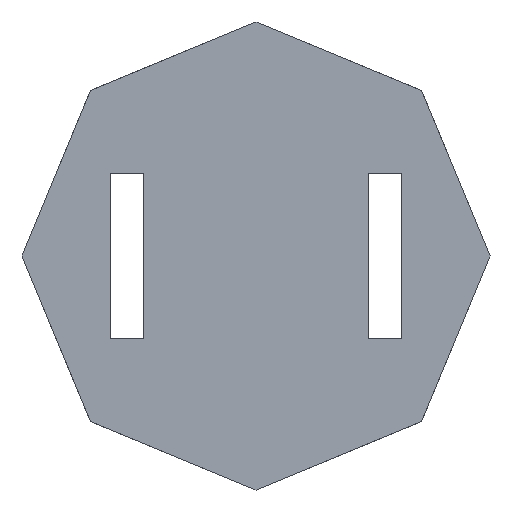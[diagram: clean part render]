
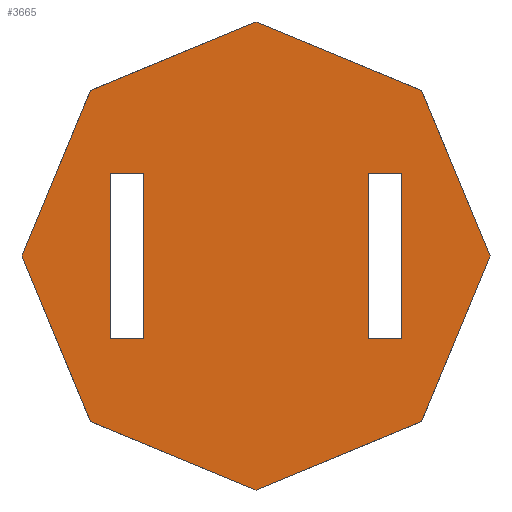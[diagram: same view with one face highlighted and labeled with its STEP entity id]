
A CAD part, front view. The second image highlights one B-rep face of the part: STEP entity #3665.
In plain terms, the highlighted planar face has unit normal (0, -1, 0).
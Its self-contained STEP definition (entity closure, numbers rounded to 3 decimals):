
#21=FACE_BOUND('',#548,.T.);
#22=FACE_BOUND('',#549,.T.);
#367=FACE_OUTER_BOUND('',#547,.T.);
#547=EDGE_LOOP('',(#3325,#3326,#3327,#3328,#3329,#3330,#3331,#3332));
#548=EDGE_LOOP('',(#3333,#3334,#3335,#3336));
#549=EDGE_LOOP('',(#3337,#3338,#3339,#3340));
#617=LINE('',#5157,#1013);
#629=LINE('',#5197,#1025);
#650=LINE('',#5261,#1046);
#662=LINE('',#5301,#1058);
#681=LINE('',#5359,#1077);
#735=LINE('',#5578,#1131);
#818=LINE('',#5852,#1214);
#935=LINE('',#6241,#1331);
#938=LINE('',#6246,#1334);
#940=LINE('',#6251,#1336);
#943=LINE('',#6256,#1339);
#944=LINE('',#6258,#1340);
#945=LINE('',#6260,#1341);
#946=LINE('',#6261,#1342);
#947=LINE('',#6263,#1343);
#948=LINE('',#6264,#1344);
#1013=VECTOR('',#4115,10.);
#1025=VECTOR('',#4149,10.);
#1046=VECTOR('',#4202,10.);
#1058=VECTOR('',#4240,10.);
#1077=VECTOR('',#4287,10.);
#1131=VECTOR('',#4427,10.);
#1214=VECTOR('',#4632,10.);
#1331=VECTOR('',#4955,10.);
#1334=VECTOR('',#4960,10.);
#1336=VECTOR('',#4964,10.);
#1339=VECTOR('',#4969,10.);
#1340=VECTOR('',#4972,10.);
#1341=VECTOR('',#4973,10.);
#1342=VECTOR('',#4974,10.);
#1343=VECTOR('',#4975,10.);
#1344=VECTOR('',#4976,10.);
#1450=VERTEX_POINT('',#5154);
#1451=VERTEX_POINT('',#5156);
#1468=VERTEX_POINT('',#5195);
#1491=VERTEX_POINT('',#5259);
#1506=VERTEX_POINT('',#5299);
#1527=VERTEX_POINT('',#5357);
#1590=VERTEX_POINT('',#5576);
#1661=VERTEX_POINT('',#5851);
#1727=VERTEX_POINT('',#6238);
#1728=VERTEX_POINT('',#6240);
#1729=VERTEX_POINT('',#6244);
#1730=VERTEX_POINT('',#6248);
#1731=VERTEX_POINT('',#6250);
#1732=VERTEX_POINT('',#6254);
#1733=VERTEX_POINT('',#6259);
#1734=VERTEX_POINT('',#6262);
#1818=EDGE_CURVE('',#1451,#1450,#617,.T.);
#1839=EDGE_CURVE('',#1450,#1468,#629,.T.);
#1870=EDGE_CURVE('',#1468,#1491,#650,.T.);
#1891=EDGE_CURVE('',#1491,#1506,#662,.T.);
#1919=EDGE_CURVE('',#1506,#1527,#681,.T.);
#2004=EDGE_CURVE('',#1527,#1590,#735,.T.);
#2118=EDGE_CURVE('',#1661,#1451,#818,.T.);
#2267=EDGE_CURVE('',#1728,#1727,#935,.T.);
#2270=EDGE_CURVE('',#1727,#1729,#938,.T.);
#2272=EDGE_CURVE('',#1731,#1730,#940,.T.);
#2275=EDGE_CURVE('',#1730,#1732,#943,.T.);
#2276=EDGE_CURVE('',#1590,#1661,#944,.T.);
#2277=EDGE_CURVE('',#1733,#1731,#945,.T.);
#2278=EDGE_CURVE('',#1732,#1733,#946,.T.);
#2279=EDGE_CURVE('',#1734,#1728,#947,.T.);
#2280=EDGE_CURVE('',#1729,#1734,#948,.T.);
#3325=ORIENTED_EDGE('',*,*,#2276,.T.);
#3326=ORIENTED_EDGE('',*,*,#2118,.T.);
#3327=ORIENTED_EDGE('',*,*,#1818,.T.);
#3328=ORIENTED_EDGE('',*,*,#1839,.T.);
#3329=ORIENTED_EDGE('',*,*,#1870,.T.);
#3330=ORIENTED_EDGE('',*,*,#1891,.T.);
#3331=ORIENTED_EDGE('',*,*,#1919,.T.);
#3332=ORIENTED_EDGE('',*,*,#2004,.T.);
#3333=ORIENTED_EDGE('',*,*,#2277,.T.);
#3334=ORIENTED_EDGE('',*,*,#2272,.T.);
#3335=ORIENTED_EDGE('',*,*,#2275,.T.);
#3336=ORIENTED_EDGE('',*,*,#2278,.T.);
#3337=ORIENTED_EDGE('',*,*,#2279,.T.);
#3338=ORIENTED_EDGE('',*,*,#2267,.T.);
#3339=ORIENTED_EDGE('',*,*,#2270,.T.);
#3340=ORIENTED_EDGE('',*,*,#2280,.T.);
#3491=PLANE('',#3981);
#3665=ADVANCED_FACE('',(#367,#21,#22),#3491,.T.);
#3981=AXIS2_PLACEMENT_3D('',#6257,#4970,#4971);
#4115=DIRECTION('',(0.924,0.,0.383));
#4149=DIRECTION('',(0.383,0.,0.924));
#4202=DIRECTION('',(-0.383,0.,0.924));
#4240=DIRECTION('',(-0.924,0.,0.383));
#4287=DIRECTION('',(-0.924,0.,-0.383));
#4427=DIRECTION('',(-0.383,0.,-0.924));
#4632=DIRECTION('',(0.924,0.,-0.383));
#4955=DIRECTION('',(-1.,0.,0.));
#4960=DIRECTION('',(0.,0.,1.));
#4964=DIRECTION('',(1.,0.,0.));
#4969=DIRECTION('',(0.,0.,-1.));
#4970=DIRECTION('center_axis',(0.,-1.,0.));
#4971=DIRECTION('ref_axis',(0.,0.,-1.));
#4972=DIRECTION('',(0.383,0.,-0.924));
#4973=DIRECTION('',(0.,0.,1.));
#4974=DIRECTION('',(-1.,0.,0.));
#4975=DIRECTION('',(0.,0.,-1.));
#4976=DIRECTION('',(1.,0.,0.));
#5154=CARTESIAN_POINT('',(60.104,-30.,-60.104));
#5156=CARTESIAN_POINT('',(0.,-30.,-85.));
#5157=CARTESIAN_POINT('',(60.104,-30.,-60.104));
#5195=CARTESIAN_POINT('',(85.,-30.,0.));
#5197=CARTESIAN_POINT('',(85.,-30.,0.));
#5259=CARTESIAN_POINT('',(60.104,-30.,60.104));
#5261=CARTESIAN_POINT('',(60.104,-30.,60.104));
#5299=CARTESIAN_POINT('',(0.,-30.,85.));
#5301=CARTESIAN_POINT('',(0.,-30.,85.));
#5357=CARTESIAN_POINT('',(-60.104,-30.,60.104));
#5359=CARTESIAN_POINT('',(-60.104,-30.,60.104));
#5576=CARTESIAN_POINT('',(-85.,-30.,0.));
#5578=CARTESIAN_POINT('',(-85.,-30.,0.));
#5851=CARTESIAN_POINT('',(-60.104,-30.,-60.104));
#5852=CARTESIAN_POINT('',(0.,-30.,-85.));
#6238=CARTESIAN_POINT('',(41.,-30.,-30.));
#6240=CARTESIAN_POINT('',(53.,-30.,-30.));
#6241=CARTESIAN_POINT('',(53.,-30.,-30.));
#6244=CARTESIAN_POINT('',(41.,-30.,30.));
#6246=CARTESIAN_POINT('',(41.,-30.,-30.));
#6248=CARTESIAN_POINT('',(-41.,-30.,30.));
#6250=CARTESIAN_POINT('',(-53.,-30.,30.));
#6251=CARTESIAN_POINT('',(-41.,-30.,30.));
#6254=CARTESIAN_POINT('',(-41.,-30.,-30.));
#6256=CARTESIAN_POINT('',(-41.,-30.,-30.));
#6257=CARTESIAN_POINT('Origin',(0.,-30.,0.));
#6258=CARTESIAN_POINT('',(-60.104,-30.,-60.104));
#6259=CARTESIAN_POINT('',(-53.,-30.,-30.));
#6260=CARTESIAN_POINT('',(-53.,-30.,30.));
#6261=CARTESIAN_POINT('',(-53.,-30.,-30.));
#6262=CARTESIAN_POINT('',(53.,-30.,30.));
#6263=CARTESIAN_POINT('',(53.,-30.,30.));
#6264=CARTESIAN_POINT('',(41.,-30.,30.));
